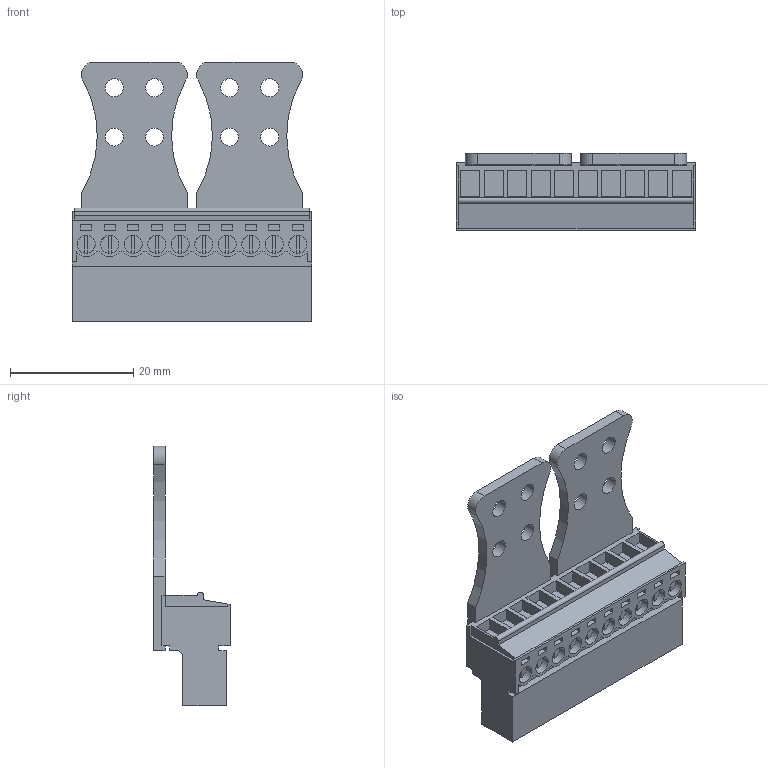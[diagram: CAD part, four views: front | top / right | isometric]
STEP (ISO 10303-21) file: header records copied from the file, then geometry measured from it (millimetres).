
FILE_DESCRIPTION(('CATIA V5 STEP Exchange','CAx-IF Rec.Pracs.--- Model Styling and Organization---1.2---2011-12-15'),'2;1');
FILE_NAME ('D1450096_0', '2018-05-11T14:36:08+00:00', ('none'), ('Weidmueller'), 'CATIA Version 5-6 Release 2014', 'CATIA V5 STEP AP214', 'none');
FILE_SCHEMA(('AUTOMOTIVE_DESIGN { 1 0 10303 214 1 1 1 1 }'));
Length unit declared in the file: millimetre
Products named in the file (1): 1237080000
Bounding box: 38.89 x 12.45 x 42.1 mm (x, y, z)
Volume: 5978.2 mm3; surface area: 8085 mm2
Topology: 23 solids, 23 shells, 663 faces, 1719 edges, 1152 vertices
Faces by surface type: plane 558, cylinder 105
Entity records: 18941 total; most frequent: ORIENTED_EDGE 3438, CARTESIAN_POINT 3386, DIRECTION 2380, EDGE_CURVE 1719, VECTOR 1409, LINE 1409, VERTEX_POINT 1152, EDGE_LOOP 729
